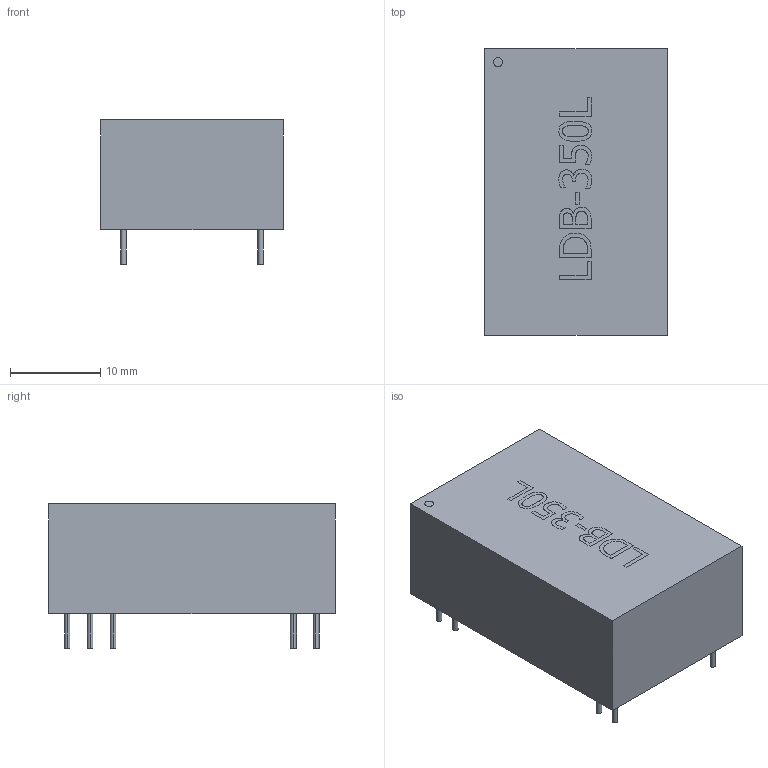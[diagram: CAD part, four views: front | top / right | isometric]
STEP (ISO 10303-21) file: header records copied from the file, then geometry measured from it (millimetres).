
FILE_DESCRIPTION (( 'STEP AP214' ), '1' );
FILE_NAME ('User Library-LDB-350L.STEP', '2019-10-09T00:11:27', ( '' ), ( '' ), 'SwSTEP 2.0', 'SolidWorks 2019', '' );
FILE_SCHEMA (( 'AUTOMOTIVE_DESIGN' ));
Length unit declared in the file: millimetre
Products named in the file (1): User Library-LDB-350L
Bounding box: 20.3 x 31.8 x 16.01 mm (x, y, z)
Volume: 7885.3 mm3; surface area: 2627.1 mm2
Topology: 1 solids, 1 shells, 161 faces, 408 edges, 271 vertices
Faces by surface type: plane 75, bspline 66, cylinder 20
Entity records: 6869 total; most frequent: CARTESIAN_POINT 1699, ORIENTED_EDGE 816, DIRECTION 508, EDGE_CURVE 408, VERTEX_POINT 271, VECTOR 236, LINE 236, EDGE_LOOP 183
